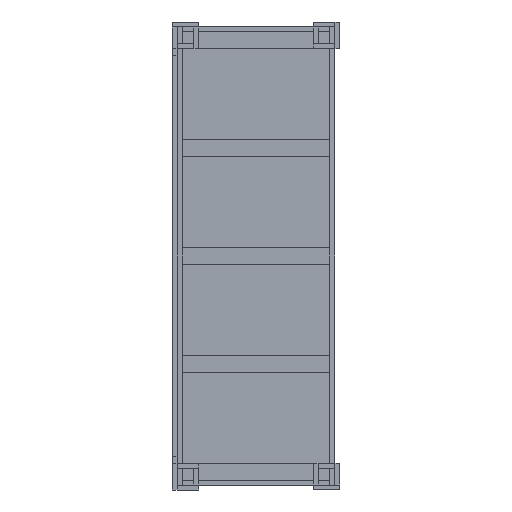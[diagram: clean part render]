
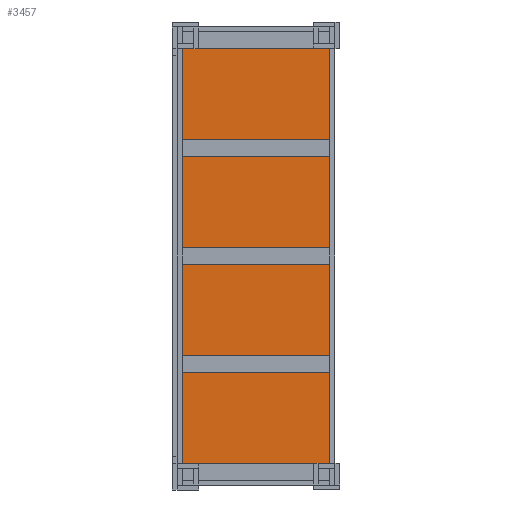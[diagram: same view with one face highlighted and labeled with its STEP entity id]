
A CAD part, front view. The second image highlights one B-rep face of the part: STEP entity #3457.
In plain terms, the highlighted planar face has unit normal (0, -1, 0).
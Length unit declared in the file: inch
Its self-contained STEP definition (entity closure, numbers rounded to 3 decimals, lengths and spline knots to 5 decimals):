
#454=FACE_OUTER_BOUND('',#650,.T.);
#650=EDGE_LOOP('',(#2576,#2577,#2578,#2579));
#913=LINE('',#5659,#1311);
#917=LINE('',#5667,#1315);
#920=LINE('',#5673,#1318);
#923=LINE('',#5678,#1321);
#1311=VECTOR('',#4361,0.3937);
#1315=VECTOR('',#4367,0.3937);
#1318=VECTOR('',#4372,0.3937);
#1321=VECTOR('',#4377,0.3937);
#1684=VERTEX_POINT('',#5657);
#1685=VERTEX_POINT('',#5658);
#1688=VERTEX_POINT('',#5666);
#1690=VERTEX_POINT('',#5672);
#2011=EDGE_CURVE('',#1684,#1685,#913,.T.);
#2015=EDGE_CURVE('',#1688,#1684,#917,.T.);
#2018=EDGE_CURVE('',#1690,#1688,#920,.T.);
#2021=EDGE_CURVE('',#1685,#1690,#923,.T.);
#2576=ORIENTED_EDGE('',*,*,#2021,.F.);
#2577=ORIENTED_EDGE('',*,*,#2011,.F.);
#2578=ORIENTED_EDGE('',*,*,#2015,.F.);
#2579=ORIENTED_EDGE('',*,*,#2018,.F.);
#3283=PLANE('',#3920);
#3457=ADVANCED_FACE('',(#454),#3283,.F.);
#3920=AXIS2_PLACEMENT_3D('',#5681,#4381,#4382);
#4361=DIRECTION('',(-1.,0.,0.));
#4367=DIRECTION('',(0.,0.,-1.));
#4372=DIRECTION('',(1.,0.,0.));
#4377=DIRECTION('',(0.,0.,1.));
#4381=DIRECTION('center_axis',(0.,1.,0.));
#4382=DIRECTION('ref_axis',(-1.,0.,0.));
#5657=CARTESIAN_POINT('',(23.25,0.25,0.5));
#5658=CARTESIAN_POINT('',(0.5,0.25,0.5));
#5659=CARTESIAN_POINT('',(23.25,0.25,0.5));
#5666=CARTESIAN_POINT('',(23.25,0.25,68.5));
#5667=CARTESIAN_POINT('',(23.25,0.25,68.5));
#5672=CARTESIAN_POINT('',(0.5,0.25,68.5));
#5673=CARTESIAN_POINT('',(0.5,0.25,68.5));
#5678=CARTESIAN_POINT('',(0.5,0.25,0.5));
#5681=CARTESIAN_POINT('Origin',(11.875,0.25,34.5));
